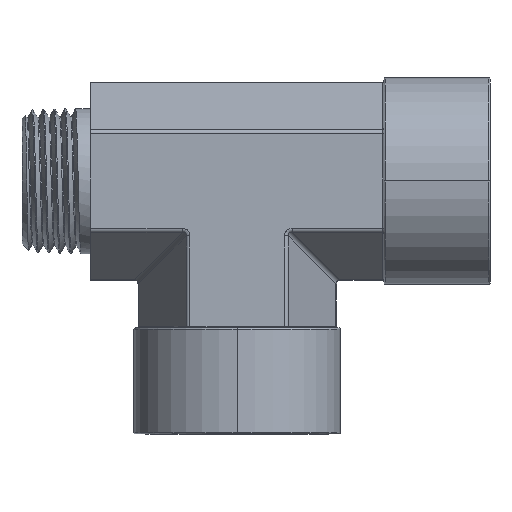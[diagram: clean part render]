
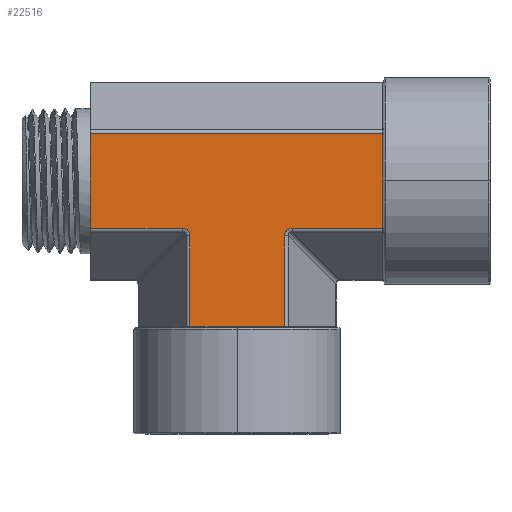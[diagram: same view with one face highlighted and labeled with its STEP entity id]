
A CAD part, top view. The second image highlights one B-rep face of the part: STEP entity #22516.
In plain terms, the highlighted planar face has unit normal (0, 0, 1).
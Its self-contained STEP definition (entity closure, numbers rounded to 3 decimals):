
#350=DIRECTION('',(0.,1.,0.));
#351=VECTOR('',#350,17.436);
#352=CARTESIAN_POINT('',(-27.,-8.718,15.9));
#353=LINE('',#352,#351);
#11660=DIRECTION('',(-1.,0.,0.));
#11661=VECTOR('',#11660,17.436);
#11662=CARTESIAN_POINT('',(8.718,-26.75,15.9));
#11663=LINE('',#11662,#11661);
#11667=DIRECTION('',(0.,1.,0.));
#11668=VECTOR('',#11667,16.646);
#11669=CARTESIAN_POINT('',(-8.718,-26.75,15.9));
#11670=LINE('',#11669,#11668);
#11674=CARTESIAN_POINT('',(-10.104,-8.718,
15.9));
#11675=CARTESIAN_POINT('',(-10.057,-8.718,
15.9));
#11676=CARTESIAN_POINT('',(-9.966,-8.722,
15.9));
#11677=CARTESIAN_POINT('',(-9.834,-8.738,
15.9));
#11678=CARTESIAN_POINT('',(-9.71,-8.764,
15.9));
#11679=CARTESIAN_POINT('',(-9.593,-8.8,
15.9));
#11680=CARTESIAN_POINT('',(-9.485,-8.843,
15.9));
#11681=CARTESIAN_POINT('',(-9.387,-8.892,
15.9));
#11682=CARTESIAN_POINT('',(-9.297,-8.946,
15.9));
#11683=CARTESIAN_POINT('',(-9.215,-9.006,
15.9));
#11684=CARTESIAN_POINT('',(-9.139,-9.07,15.9));
#11685=CARTESIAN_POINT('',(-9.07,-9.14,15.9));
#11686=CARTESIAN_POINT('',(-9.005,-9.215,
15.9));
#11687=CARTESIAN_POINT('',(-8.946,-9.297,
15.9));
#11688=CARTESIAN_POINT('',(-8.891,-9.387,
15.9));
#11689=CARTESIAN_POINT('',(-8.842,-9.486,
15.9));
#11690=CARTESIAN_POINT('',(-8.799,-9.594,
15.9));
#11691=CARTESIAN_POINT('',(-8.764,-9.71,
15.9));
#11692=CARTESIAN_POINT('',(-8.738,-9.835,
15.9));
#11693=CARTESIAN_POINT('',(-8.722,-9.966,
15.9));
#11694=CARTESIAN_POINT('',(-8.718,-10.057,
15.9));
#11695=CARTESIAN_POINT('',(-8.718,-10.104,
15.9));
#11700=DIRECTION('',(1.,0.,0.));
#11701=VECTOR('',#11700,16.896);
#11702=CARTESIAN_POINT('',(-27.,-8.718,15.9));
#11703=LINE('',#11702,#11701);
#11707=DIRECTION('',(1.,0.,0.));
#11708=VECTOR('',#11707,53.75);
#11709=CARTESIAN_POINT('',(-27.,8.718,15.9));
#11710=LINE('',#11709,#11708);
#11714=DIRECTION('',(0.,-1.,0.));
#11715=VECTOR('',#11714,17.436);
#11716=CARTESIAN_POINT('',(26.75,8.718,15.9));
#11717=LINE('',#11716,#11715);
#11721=DIRECTION('',(-1.,0.,0.));
#11722=VECTOR('',#11721,16.646);
#11723=CARTESIAN_POINT('',(26.75,-8.718,15.9));
#11724=LINE('',#11723,#11722);
#11728=CARTESIAN_POINT('',(8.718,-10.104,
15.9));
#11729=CARTESIAN_POINT('',(8.718,-10.057,
15.9));
#11730=CARTESIAN_POINT('',(8.722,-9.966,
15.9));
#11731=CARTESIAN_POINT('',(8.738,-9.834,
15.9));
#11732=CARTESIAN_POINT('',(8.764,-9.71,
15.9));
#11733=CARTESIAN_POINT('',(8.8,-9.593,
15.9));
#11734=CARTESIAN_POINT('',(8.843,-9.485,
15.9));
#11735=CARTESIAN_POINT('',(8.892,-9.387,
15.9));
#11736=CARTESIAN_POINT('',(8.946,-9.297,
15.9));
#11737=CARTESIAN_POINT('',(9.006,-9.215,
15.9));
#11738=CARTESIAN_POINT('',(9.07,-9.139,15.9));
#11739=CARTESIAN_POINT('',(9.14,-9.07,15.9));
#11740=CARTESIAN_POINT('',(9.215,-9.005,
15.9));
#11741=CARTESIAN_POINT('',(9.297,-8.946,
15.9));
#11742=CARTESIAN_POINT('',(9.387,-8.891,
15.9));
#11743=CARTESIAN_POINT('',(9.486,-8.842,
15.9));
#11744=CARTESIAN_POINT('',(9.594,-8.799,
15.9));
#11745=CARTESIAN_POINT('',(9.71,-8.764,
15.9));
#11746=CARTESIAN_POINT('',(9.835,-8.738,
15.9));
#11747=CARTESIAN_POINT('',(9.966,-8.722,
15.9));
#11748=CARTESIAN_POINT('',(10.057,-8.718,
15.9));
#11749=CARTESIAN_POINT('',(10.104,-8.718,
15.9));
#11754=DIRECTION('',(0.,1.,0.));
#11755=VECTOR('',#11754,16.646);
#11756=CARTESIAN_POINT('',(8.718,-26.75,15.9));
#11757=LINE('',#11756,#11755);
#16622=CARTESIAN_POINT('',(-27.,-8.718,15.9));
#16623=CARTESIAN_POINT('',(-10.104,-8.718,
15.9));
#16624=VERTEX_POINT('',#16622);
#16625=VERTEX_POINT('',#16623);
#16628=VERTEX_POINT('',#11695);
#16661=CARTESIAN_POINT('',(-27.,8.718,15.9));
#16662=VERTEX_POINT('',#16661);
#16736=VERTEX_POINT('',#11728);
#16737=VERTEX_POINT('',#11749);
#16788=CARTESIAN_POINT('',(8.718,-26.75,15.9));
#16789=CARTESIAN_POINT('',(-8.718,-26.75,15.9));
#16790=VERTEX_POINT('',#16788);
#16791=VERTEX_POINT('',#16789);
#16836=CARTESIAN_POINT('',(26.75,8.718,15.9));
#16837=CARTESIAN_POINT('',(26.75,-8.718,15.9));
#16838=VERTEX_POINT('',#16836);
#16839=VERTEX_POINT('',#16837);
#22491=CARTESIAN_POINT('',(0.,9.18,15.9));
#22492=DIRECTION('',(0.,0.,1.));
#22493=DIRECTION('',(0.,-1.,0.));
#22494=AXIS2_PLACEMENT_3D('',#22491,#22492,#22493);
#22495=PLANE('',#22494);
#22497=ORIENTED_EDGE('',*,*,#22496,.T.);
#22499=ORIENTED_EDGE('',*,*,#22498,.T.);
#22501=ORIENTED_EDGE('',*,*,#22500,.F.);
#22502=ORIENTED_EDGE('',*,*,#22482,.F.);
#22503=ORIENTED_EDGE('',*,*,#17090,.T.);
#22505=ORIENTED_EDGE('',*,*,#22504,.T.);
#22507=ORIENTED_EDGE('',*,*,#22506,.T.);
#22509=ORIENTED_EDGE('',*,*,#22508,.T.);
#22511=ORIENTED_EDGE('',*,*,#22510,.F.);
#22513=ORIENTED_EDGE('',*,*,#22512,.F.);
#22514=EDGE_LOOP('',(#22497,#22499,#22501,#22502,#22503,#22505,#22507,#22509,
#22511,#22513));
#22515=FACE_OUTER_BOUND('',#22514,.F.);
#11696=B_SPLINE_CURVE_WITH_KNOTS('',3,(#11674,#11675,#11676,#11677,#11678,
#11679,#11680,#11681,#11682,#11683,#11684,#11685,#11686,#11687,#11688,#11689,
#11690,#11691,#11692,#11693,#11694,#11695),.UNSPECIFIED.,.F.,.F.,(4,1,1,1,1,1,1,
1,1,1,1,1,1,1,1,1,1,1,1,4),(0.,0.053,0.105,
0.158,0.211,0.263,0.316,
0.368,0.421,0.474,0.526,
0.579,0.632,0.684,0.737,
0.789,0.842,0.895,0.947,1.),
.UNSPECIFIED.);
#11750=B_SPLINE_CURVE_WITH_KNOTS('',3,(#11728,#11729,#11730,#11731,#11732,
#11733,#11734,#11735,#11736,#11737,#11738,#11739,#11740,#11741,#11742,#11743,
#11744,#11745,#11746,#11747,#11748,#11749),.UNSPECIFIED.,.F.,.F.,(4,1,1,1,1,1,1,
1,1,1,1,1,1,1,1,1,1,1,1,4),(0.,0.053,0.105,
0.158,0.211,0.263,0.316,
0.368,0.421,0.474,0.526,
0.579,0.632,0.684,0.737,
0.789,0.842,0.895,0.947,1.),
.UNSPECIFIED.);
#17090=EDGE_CURVE('',#16624,#16662,#353,.T.);
#22482=EDGE_CURVE('',#16624,#16625,#11703,.T.);
#22496=EDGE_CURVE('',#16790,#16791,#11663,.T.);
#22498=EDGE_CURVE('',#16791,#16628,#11670,.T.);
#22500=EDGE_CURVE('',#16625,#16628,#11696,.T.);
#22504=EDGE_CURVE('',#16662,#16838,#11710,.T.);
#22506=EDGE_CURVE('',#16838,#16839,#11717,.T.);
#22508=EDGE_CURVE('',#16839,#16737,#11724,.T.);
#22510=EDGE_CURVE('',#16736,#16737,#11750,.T.);
#22512=EDGE_CURVE('',#16790,#16736,#11757,.T.);
#22516=ADVANCED_FACE('',(#22515),#22495,.T.);
